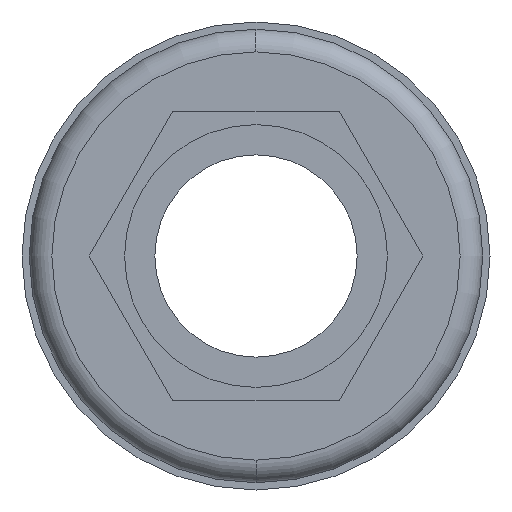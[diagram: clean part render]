
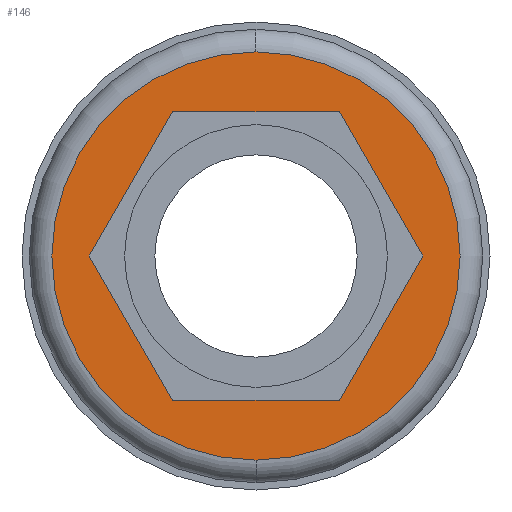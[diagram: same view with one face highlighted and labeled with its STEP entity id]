
A CAD part, front view. The second image highlights one B-rep face of the part: STEP entity #146.
In plain terms, the highlighted planar face has unit normal (0, -1, 0).
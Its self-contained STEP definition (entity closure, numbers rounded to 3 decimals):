
#146=ADVANCED_FACE('',(#332,#333),#334,.T.);
#332=FACE_BOUND('',#563,.T.);
#333=FACE_OUTER_BOUND('',#564,.T.);
#334=PLANE('',#565);
#563=EDGE_LOOP('',(#915,#916,#917,#918,#919,#920));
#564=EDGE_LOOP('',(#921,#922,#923));
#565=AXIS2_PLACEMENT_3D('',#924,#925,#926);
#915=ORIENTED_EDGE('',*,*,#1397,.T.);
#916=ORIENTED_EDGE('',*,*,#1398,.T.);
#917=ORIENTED_EDGE('',*,*,#1364,.T.);
#918=ORIENTED_EDGE('',*,*,#1399,.T.);
#919=ORIENTED_EDGE('',*,*,#1400,.T.);
#920=ORIENTED_EDGE('',*,*,#1401,.T.);
#921=ORIENTED_EDGE('',*,*,#1319,.F.);
#922=ORIENTED_EDGE('',*,*,#1318,.F.);
#923=ORIENTED_EDGE('',*,*,#1402,.F.);
#924=CARTESIAN_POINT('',(3.533,0.0,0.0));
#925=DIRECTION('',(-0.0,-1.0,-0.0));
#926=DIRECTION('',(-1.0,0.0,0.0));
#1318=EDGE_CURVE('',#1560,#1563,#1564,.T.);
#1319=EDGE_CURVE('',#1563,#1565,#1566,.T.);
#1364=EDGE_CURVE('',#1637,#1635,#1638,.T.);
#1397=EDGE_CURVE('',#1681,#1682,#1683,.T.);
#1398=EDGE_CURVE('',#1682,#1637,#1684,.T.);
#1399=EDGE_CURVE('',#1635,#1685,#1686,.T.);
#1400=EDGE_CURVE('',#1685,#1687,#1688,.T.);
#1401=EDGE_CURVE('',#1687,#1681,#1689,.T.);
#1402=EDGE_CURVE('',#1565,#1560,#1690,.T.);
#1560=VERTEX_POINT('',#1912);
#1563=VERTEX_POINT('',#1915);
#1564=CIRCLE('',#1916,7.065);
#1565=VERTEX_POINT('',#1917);
#1566=CIRCLE('',#1918,7.065);
#1635=VERTEX_POINT('',#2055);
#1637=VERTEX_POINT('',#2058);
#1638=LINE('',#2059,#2060);
#1681=VERTEX_POINT('',#2176);
#1682=VERTEX_POINT('',#2177);
#1683=LINE('',#2178,#2179);
#1684=LINE('',#2180,#2181);
#1685=VERTEX_POINT('',#2182);
#1686=LINE('',#2183,#2184);
#1687=VERTEX_POINT('',#2185);
#1688=LINE('',#2186,#2187);
#1689=LINE('',#2188,#2189);
#1690=CIRCLE('',#2190,7.065);
#1912=CARTESIAN_POINT('',(0.,0.0,7.065));
#1915=CARTESIAN_POINT('',(7.065,0.0,0.0));
#1916=AXIS2_PLACEMENT_3D('',#2513,#2514,#2515);
#1917=CARTESIAN_POINT('',(0.,0.0,-7.065));
#1918=AXIS2_PLACEMENT_3D('',#2516,#2517,#2518);
#2055=CARTESIAN_POINT('',(-2.887,0.0,-5.0));
#2058=CARTESIAN_POINT('',(2.887,0.0,-5.0));
#2059=CARTESIAN_POINT('',(1.766,0.0,-5.0));
#2060=VECTOR('',#2578,1.0);
#2176=CARTESIAN_POINT('',(2.887,0.0,5.0));
#2177=CARTESIAN_POINT('',(5.774,0.0,0.));
#2178=CARTESIAN_POINT('',(4.772,0.0,1.735));
#2179=VECTOR('',#2613,1.0);
#2180=CARTESIAN_POINT('',(4.772,0.0,-1.735));
#2181=VECTOR('',#2614,1.0);
#2182=CARTESIAN_POINT('',(-5.774,0.0,0.));
#2183=CARTESIAN_POINT('',(-3.889,0.0,-3.265));
#2184=VECTOR('',#2615,1.0);
#2185=CARTESIAN_POINT('',(-2.887,0.0,5.0));
#2186=CARTESIAN_POINT('',(-3.889,0.0,3.265));
#2187=VECTOR('',#2616,1.0);
#2188=CARTESIAN_POINT('',(1.766,0.0,5.0));
#2189=VECTOR('',#2617,1.0);
#2190=AXIS2_PLACEMENT_3D('',#2618,#2619,#2620);
#2513=CARTESIAN_POINT('',(0.0,0.0,0.0));
#2514=DIRECTION('',(-0.0,1.0,0.0));
#2515=DIRECTION('',(1.0,0.0,0.0));
#2516=CARTESIAN_POINT('',(0.0,0.0,0.0));
#2517=DIRECTION('',(-0.0,1.0,0.0));
#2518=DIRECTION('',(1.0,0.0,0.0));
#2578=DIRECTION('',(-1.0,0.0,0.0));
#2613=DIRECTION('',(0.5,0.0,-0.866));
#2614=DIRECTION('',(-0.5,0.0,-0.866));
#2615=DIRECTION('',(-0.5,0.0,0.866));
#2616=DIRECTION('',(0.5,-0.0,0.866));
#2617=DIRECTION('',(1.0,-0.0,0.));
#2618=CARTESIAN_POINT('',(0.0,0.0,0.0));
#2619=DIRECTION('',(-0.0,1.0,0.0));
#2620=DIRECTION('',(1.0,0.0,0.0));
